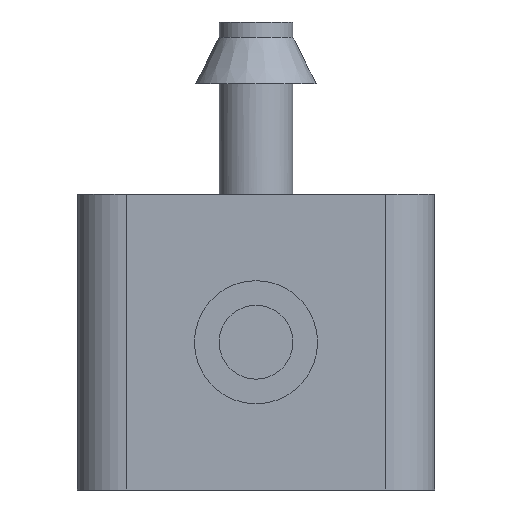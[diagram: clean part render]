
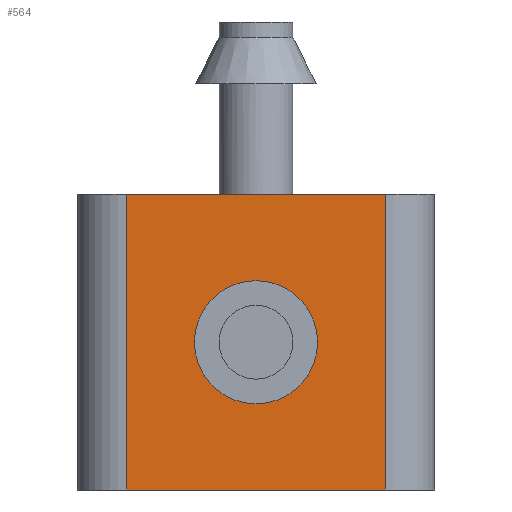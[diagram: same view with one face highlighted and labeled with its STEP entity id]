
A CAD part, front view. The second image highlights one B-rep face of the part: STEP entity #564.
In plain terms, the highlighted planar face has unit normal (0, -1, 0).
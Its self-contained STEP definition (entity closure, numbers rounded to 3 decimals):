
#53=FACE_BOUND('',#130,.T.);
#69=PLANE('',#627);
#92=FACE_OUTER_BOUND('',#129,.T.);
#129=EDGE_LOOP('',(#444,#445,#446,#447));
#130=EDGE_LOOP('',(#448));
#174=LINE('',#893,#217);
#179=LINE('',#908,#222);
#182=LINE('',#915,#225);
#183=LINE('',#916,#226);
#217=VECTOR('',#725,10.);
#222=VECTOR('',#738,10.);
#225=VECTOR('',#745,10.);
#226=VECTOR('',#746,10.);
#246=CIRCLE('',#609,2.5);
#273=VERTEX_POINT('',#843);
#291=VERTEX_POINT('',#888);
#292=VERTEX_POINT('',#891);
#298=VERTEX_POINT('',#906);
#300=VERTEX_POINT('',#914);
#321=EDGE_CURVE('',#273,#273,#246,.T.);
#345=EDGE_CURVE('',#292,#291,#174,.T.);
#353=EDGE_CURVE('',#298,#292,#179,.T.);
#356=EDGE_CURVE('',#291,#300,#182,.T.);
#357=EDGE_CURVE('',#298,#300,#183,.T.);
#444=ORIENTED_EDGE('',*,*,#356,.F.);
#445=ORIENTED_EDGE('',*,*,#345,.F.);
#446=ORIENTED_EDGE('',*,*,#353,.F.);
#447=ORIENTED_EDGE('',*,*,#357,.T.);
#448=ORIENTED_EDGE('',*,*,#321,.F.);
#564=ADVANCED_FACE('',(#92,#53),#69,.T.);
#609=AXIS2_PLACEMENT_3D('',#844,#682,#683);
#627=AXIS2_PLACEMENT_3D('',#913,#743,#744);
#682=DIRECTION('center_axis',(0.,-1.,0.));
#683=DIRECTION('ref_axis',(0.,0.,-1.));
#725=DIRECTION('',(1.,0.,0.));
#738=DIRECTION('',(0.,0.,1.));
#743=DIRECTION('center_axis',(0.,-1.,0.));
#744=DIRECTION('ref_axis',(0.,0.,-1.));
#745=DIRECTION('',(0.,0.,-1.));
#746=DIRECTION('',(1.,0.,0.));
#843=CARTESIAN_POINT('',(0.,-12.5,-2.5));
#844=CARTESIAN_POINT('Origin',(0.,-12.5,0.));
#888=CARTESIAN_POINT('',(5.25,-12.5,6.));
#891=CARTESIAN_POINT('',(-5.25,-12.5,6.));
#893=CARTESIAN_POINT('',(-8.,-12.5,6.));
#906=CARTESIAN_POINT('',(-5.25,-12.5,-6.));
#908=CARTESIAN_POINT('',(-5.25,-12.5,-8.1));
#913=CARTESIAN_POINT('Origin',(-8.,-12.5,-8.1));
#914=CARTESIAN_POINT('',(5.25,-12.5,-6.));
#915=CARTESIAN_POINT('',(5.25,-12.5,-8.1));
#916=CARTESIAN_POINT('',(-8.,-12.5,-6.));
